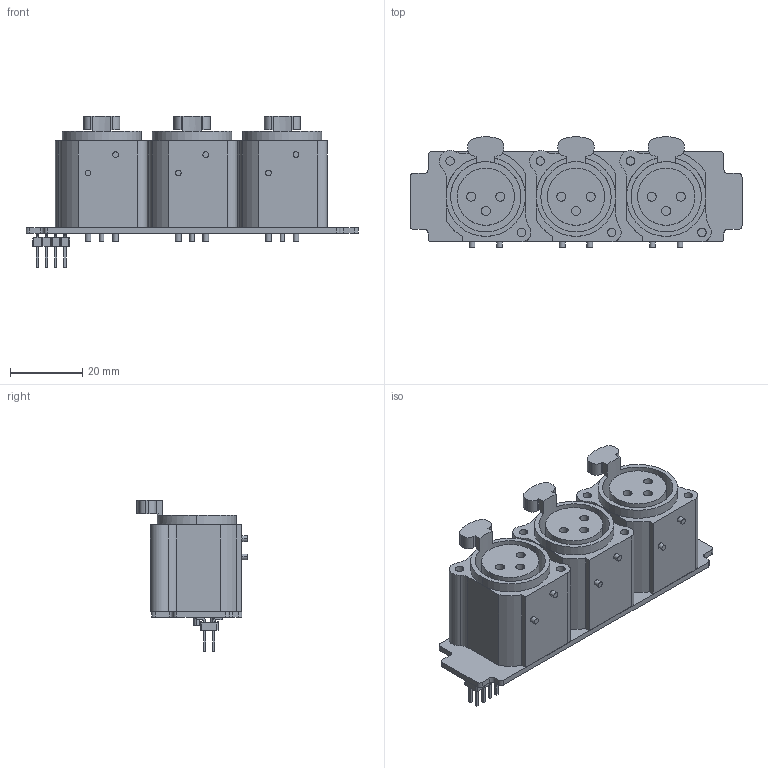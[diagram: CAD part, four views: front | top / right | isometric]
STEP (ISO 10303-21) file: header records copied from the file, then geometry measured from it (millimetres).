
FILE_DESCRIPTION(('Open CASCADE Model'),'2;1');
FILE_NAME('Open CASCADE Shape Model','2020-03-31T12:59:16',('Author'),( 'Open CASCADE'),'Open CASCADE STEP processor 6.8','Open CASCADE 6.8' ,'Unknown');
FILE_SCHEMA(('AUTOMOTIVE_DESIGN { 1 0 10303 214 1 1 1 1 }'));
Length unit declared in the file: millimetre
Products named in the file (11): PCB; Board; Open CASCADE STEP translator 6.8 1.1.1; X3; 3-d-nc3faav1; X2; X1; J1; 61030821121; 6100xx21121_PIN; 61000821121
Assembly tree (19 placements, depth 4):
  PCB
    Board
      Open CASCADE STEP translator 6.8 1.1.1
    X3
      3-d-nc3faav1
    X2
      3-d-nc3faav1
    X1
      3-d-nc3faav1
    J1
      61030821121
        6100xx21121_PIN  x8
        61000821121
Bounding box: 92 x 30.62 x 42.12 mm (x, y, z)
Volume: 40479.7 mm3; surface area: 22618.1 mm2
Topology: 13 solids, 13 shells, 447 faces, 1106 edges, 712 vertices
Faces by surface type: plane 296, cylinder 151
Full cylindrical faces by diameter (mm): 1.2 x3, 1.6 x6
Entity records: 7014 total; most frequent: CARTESIAN_POINT 1069, DIRECTION 1068, ORIENTED_EDGE 1032, EDGE_CURVE 516, LINE 390, VECTOR 390, VERTEX_POINT 340, AXIS2_PLACEMENT_3D 339
